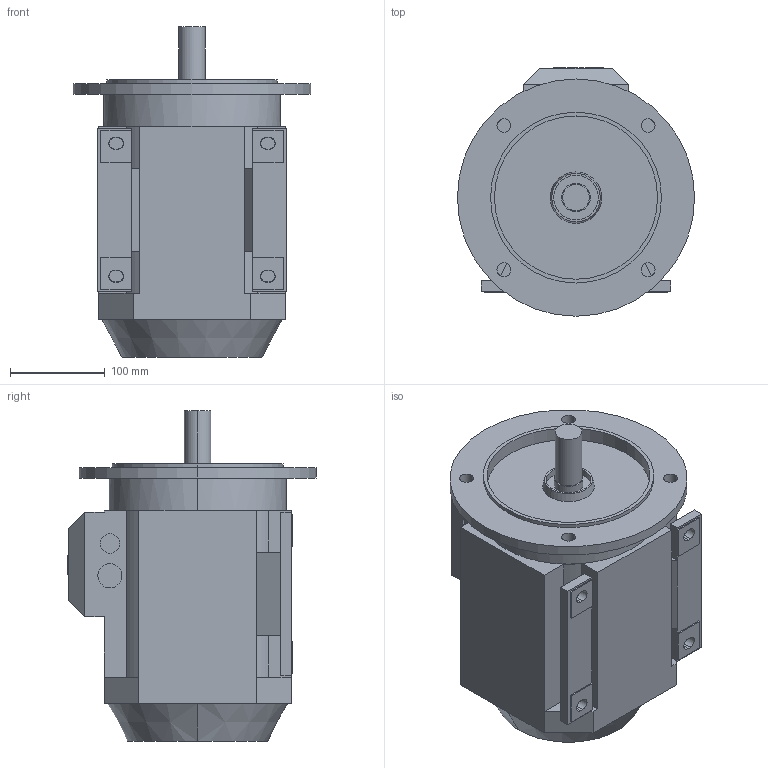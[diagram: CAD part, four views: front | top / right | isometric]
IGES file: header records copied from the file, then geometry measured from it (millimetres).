
Global section: file name: No Iges File Name specified; native system: AutoDesk Inventor R10; preprocessor: AutoDesk Inventor Iges Exporter R10; author: No Author specified; organization: No Organization specified; date: 20051228.105915; units: millimetre
Bounding box: 250 x 262 x 348.5 mm (x, y, z)
Volume: 9548409.2 mm3; surface area: 376089.2 mm2
Topology: 1 solids, 1 shells, 214 faces, 540 edges, 352 vertices
Faces by surface type: plane 126, bspline 51, revolution 20, cylinder 13, cone 4
